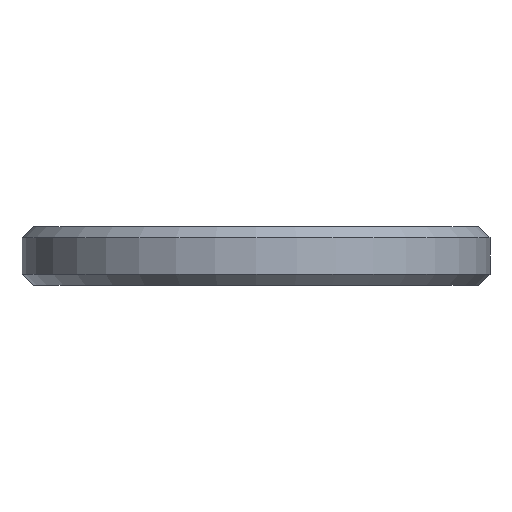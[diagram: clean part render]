
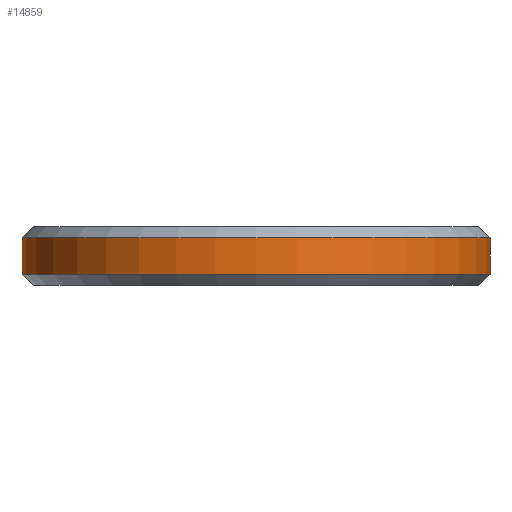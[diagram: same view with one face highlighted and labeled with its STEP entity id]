
A CAD part, front view. The second image highlights one B-rep face of the part: STEP entity #14859.
In plain terms, the highlighted cylindrical face has radius 6.25 mm (diameter 12.5 mm), a full revolution.
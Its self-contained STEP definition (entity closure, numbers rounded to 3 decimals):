
#3710 = VERTEX_POINT('',#3711);
#3711 = CARTESIAN_POINT('',(-6.25,0.,1.263));
#3719 = EDGE_CURVE('',#3710,#3710,#3720,.T.);
#3720 = CIRCLE('',#3721,6.25);
#3721 = AXIS2_PLACEMENT_3D('',#3722,#3723,#3724);
#3722 = CARTESIAN_POINT('',(0.,0.,1.263));
#3723 = DIRECTION('',(0.,0.,1.));
#3724 = DIRECTION('',(-1.,0.,0.));
#14859 = ADVANCED_FACE('',(#14860),#14879,.T.);
#14860 = FACE_BOUND('',#14861,.T.);
#14861 = EDGE_LOOP('',(#14862,#14870,#14877,#14878));
#14862 = ORIENTED_EDGE('',*,*,#14863,.T.);
#14863 = EDGE_CURVE('',#3710,#14864,#14866,.T.);
#14864 = VERTEX_POINT('',#14865);
#14865 = CARTESIAN_POINT('',(-6.25,0.,0.3));
#14866 = LINE('',#14867,#14868);
#14867 = CARTESIAN_POINT('',(-6.25,0.,0.));
#14868 = VECTOR('',#14869,1.);
#14869 = DIRECTION('',(0.,0.,-1.));
#14870 = ORIENTED_EDGE('',*,*,#14871,.T.);
#14871 = EDGE_CURVE('',#14864,#14864,#14872,.T.);
#14872 = CIRCLE('',#14873,6.25);
#14873 = AXIS2_PLACEMENT_3D('',#14874,#14875,#14876);
#14874 = CARTESIAN_POINT('',(0.,0.,0.3));
#14875 = DIRECTION('',(0.,0.,1.));
#14876 = DIRECTION('',(-1.,0.,0.));
#14877 = ORIENTED_EDGE('',*,*,#14863,.F.);
#14878 = ORIENTED_EDGE('',*,*,#3719,.F.);
#14879 = CYLINDRICAL_SURFACE('',#14880,6.25);
#14880 = AXIS2_PLACEMENT_3D('',#14881,#14882,#14883);
#14881 = CARTESIAN_POINT('',(0.,0.,0.));
#14882 = DIRECTION('',(0.,0.,1.));
#14883 = DIRECTION('',(1.,0.,0.));
